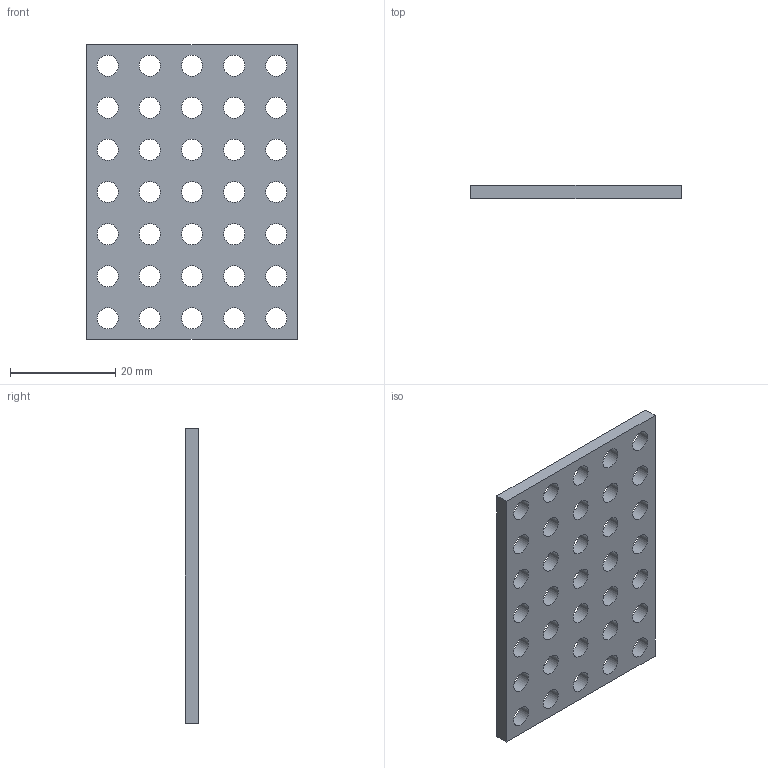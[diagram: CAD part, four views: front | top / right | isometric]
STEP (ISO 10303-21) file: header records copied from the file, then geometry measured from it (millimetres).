
FILE_DESCRIPTION( ( '' ), ' ' );
FILE_NAME( '5a2ac63472ac810ef6302cfc.step', '2017-12-08T17:04:52', ( '' ), ( '' ), ' ', ' ', ' ' );
FILE_SCHEMA( ( 'AUTOMOTIVE_DESIGN { 1 0 10303 214 1 1 1 1 }' ) );
Length unit declared in the file: metre
Products named in the file (1): 1116-0040-0056
Bounding box: 40 x 2.5 x 56 mm (x, y, z)
Volume: 4500.4 mm3; surface area: 5179.9 mm2
Topology: 1 solids, 1 shells, 41 faces, 117 edges, 78 vertices
Faces by surface type: cylinder 35, plane 6
Full cylindrical faces by diameter (mm): 4 x35
Entity records: 1690 total; most frequent: DIRECTION 236, CARTESIAN_POINT 202, ORIENTED_EDGE 164, EDGE_LOOP 146, AXIS2_PLACEMENT_3D 112, EDGE_CURVE 82, VERTEX_POINT 78, FACE_OUTER_BOUND 76
